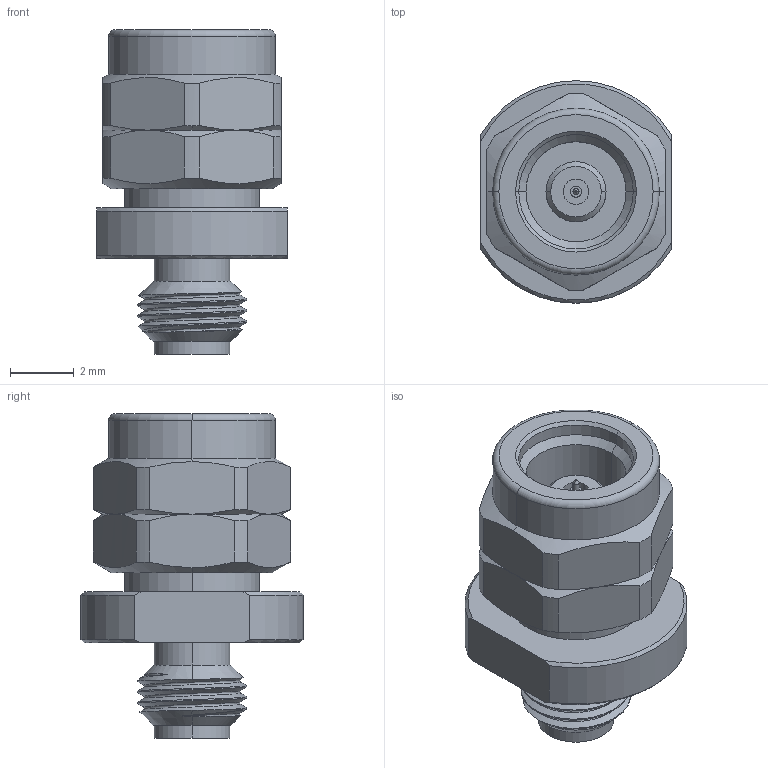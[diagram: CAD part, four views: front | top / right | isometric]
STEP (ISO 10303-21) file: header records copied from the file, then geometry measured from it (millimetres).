
FILE_DESCRIPTION (( 'STEP AP214' ), '1' );
FILE_NAME ('CT-08F08M-LN1.STEP', '2024-11-19T18:43:05', ( '' ), ( '' ), 'SwSTEP 2.0', 'SolidWorks 2021', '' );
FILE_SCHEMA (( 'AUTOMOTIVE_DESIGN' ));
Length unit declared in the file: millimetre
Products named in the file (1): CT-08F08M-LN1
Bounding box: 6 x 7 x 10.2 mm (x, y, z)
Volume: 186.2 mm3; surface area: 313.6 mm2
Topology: 1 solids, 1 shells, 130 faces, 310 edges, 195 vertices
Faces by surface type: cylinder 48, cone 40, plane 37, bspline 3, torus 2
Entity records: 5473 total; most frequent: CARTESIAN_POINT 2494, ORIENTED_EDGE 620, DIRECTION 617, EDGE_CURVE 310, AXIS2_PLACEMENT_3D 257, VERTEX_POINT 195, EDGE_LOOP 143, ADVANCED_FACE 130
